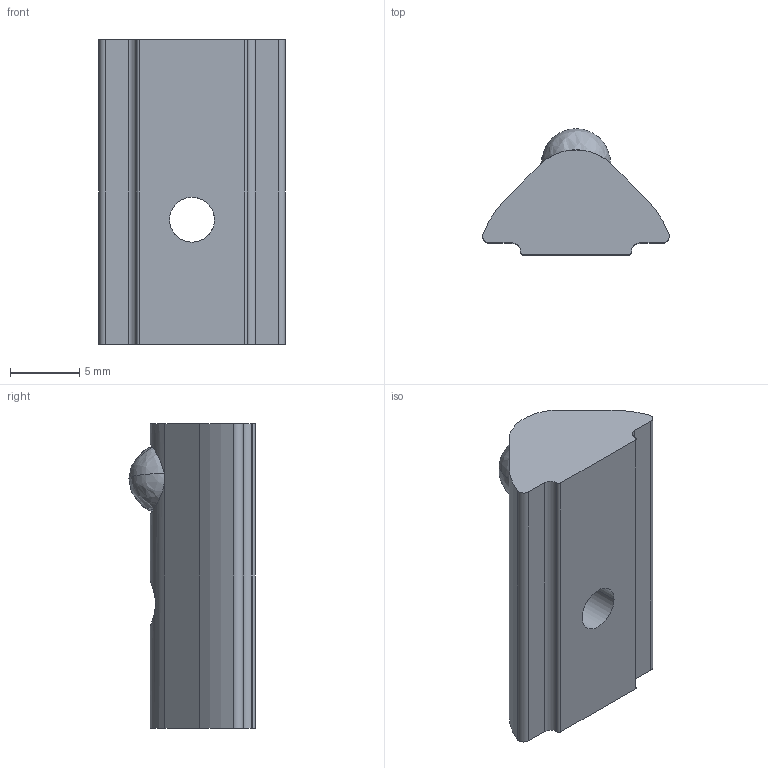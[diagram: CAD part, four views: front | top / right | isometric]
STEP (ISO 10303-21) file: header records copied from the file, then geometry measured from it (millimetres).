
FILE_DESCRIPTION (( 'STEP AP214' ), '1' );
FILE_NAME ('SV2114V.STEP', '2021-10-21T12:11:57', ( '' ), ( '' ), 'SwSTEP 2.0', 'SolidWorks 2021', '' );
FILE_SCHEMA (( 'AUTOMOTIVE_DESIGN' ));
Length unit declared in the file: millimetre
Products named in the file (1): SV2114V
Bounding box: 13.47 x 9.1 x 22 mm (x, y, z)
Volume: 1390.9 mm3; surface area: 1207.5 mm2
Topology: 3 solids, 3 shells, 34 faces, 83 edges, 52 vertices
Faces by surface type: cylinder 16, plane 12, bspline 4, cone 2
Entity records: 2833 total; most frequent: CARTESIAN_POINT 1626, DIRECTION 161, ORIENTED_EDGE 158, EDGE_CURVE 79, AXIS2_PLACEMENT_3D 61, VERTEX_POINT 52, UNCERTAINTY_MEASURE_WITH_UNIT 39, LINE 39
